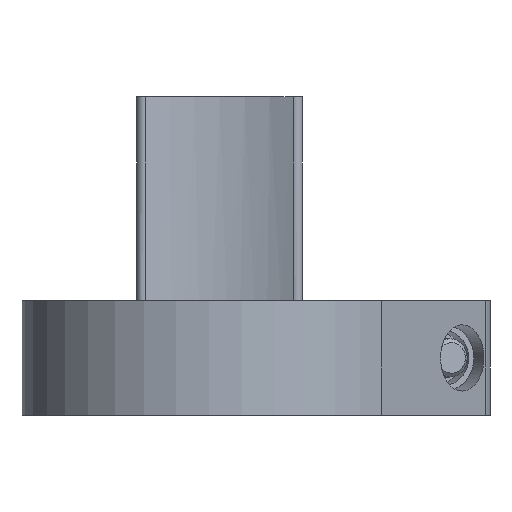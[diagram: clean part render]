
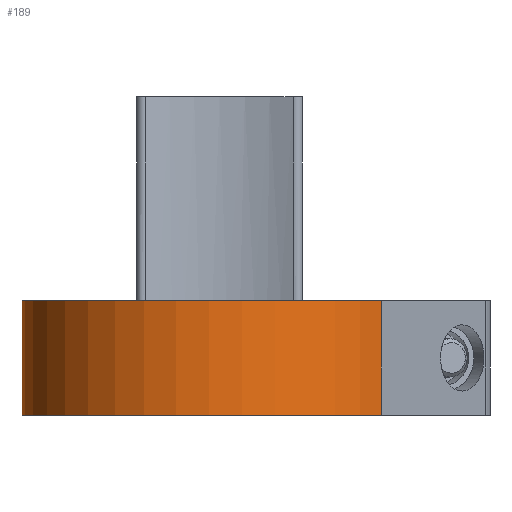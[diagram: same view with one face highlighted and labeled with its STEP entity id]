
A CAD part, front view. The second image highlights one B-rep face of the part: STEP entity #189.
In plain terms, the highlighted cylindrical face has radius 15.5 mm (diameter 31 mm), a partial arc.
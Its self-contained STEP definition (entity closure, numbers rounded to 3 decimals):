
#189 = ADVANCED_FACE( '', ( #330 ), #331, .T. );
#330 = FACE_OUTER_BOUND( '', #585, .T. );
#331 = CYLINDRICAL_SURFACE( '', #586, 15.5 );
#585 = EDGE_LOOP( '', ( #982, #983, #984, #985 ) );
#586 = AXIS2_PLACEMENT_3D( '', #986, #987, #988 );
#982 = ORIENTED_EDGE( '', *, *, #1763, .T. );
#983 = ORIENTED_EDGE( '', *, *, #1757, .F. );
#984 = ORIENTED_EDGE( '', *, *, #1764, .F. );
#985 = ORIENTED_EDGE( '', *, *, #1691, .T. );
#986 = CARTESIAN_POINT( '', ( 0., 0., 4.5 ) );
#987 = DIRECTION( '', ( 0., 0., 1. ) );
#988 = DIRECTION( '', ( -1., 0., 0. ) );
#1691 = EDGE_CURVE( '', #2148, #2146, #2149, .T. );
#1757 = EDGE_CURVE( '', #2264, #2259, #2266, .T. );
#1763 = EDGE_CURVE( '', #2146, #2259, #2274, .T. );
#1764 = EDGE_CURVE( '', #2148, #2264, #2275, .T. );
#2146 = VERTEX_POINT( '', #2636 );
#2148 = VERTEX_POINT( '', #2639 );
#2149 = LINE( '', #2640, #2641 );
#2259 = VERTEX_POINT( '', #2857 );
#2264 = VERTEX_POINT( '', #2864 );
#2266 = LINE( '', #2867, #2868 );
#2274 = CIRCLE( '', #2879, 15.5 );
#2275 = CIRCLE( '', #2880, 15.5 );
#2636 = CARTESIAN_POINT( '', ( -13.55, 7.527, -4.5 ) );
#2639 = CARTESIAN_POINT( '', ( -13.55, 7.527, 4.5 ) );
#2640 = CARTESIAN_POINT( '', ( -13.55, 7.527, 4.5 ) );
#2641 = VECTOR( '', #3400, 1000. );
#2857 = CARTESIAN_POINT( '', ( 12.697, -8.89, -4.5 ) );
#2864 = CARTESIAN_POINT( '', ( 12.697, -8.89, 4.5 ) );
#2867 = CARTESIAN_POINT( '', ( 12.697, -8.89, 4.5 ) );
#2868 = VECTOR( '', #3516, 1000. );
#2879 = AXIS2_PLACEMENT_3D( '', #3526, #3527, #3528 );
#2880 = AXIS2_PLACEMENT_3D( '', #3529, #3530, #3531 );
#3400 = DIRECTION( '', ( 0., 0., -1. ) );
#3516 = DIRECTION( '', ( 0., 0., -1. ) );
#3526 = CARTESIAN_POINT( '', ( 0., 0., -4.5 ) );
#3527 = DIRECTION( '', ( 0., 0., 1. ) );
#3528 = DIRECTION( '', ( 1., 0., 0. ) );
#3529 = CARTESIAN_POINT( '', ( 0., 0., 4.5 ) );
#3530 = DIRECTION( '', ( 0., 0., 1. ) );
#3531 = DIRECTION( '', ( 1., 0., 0. ) );
